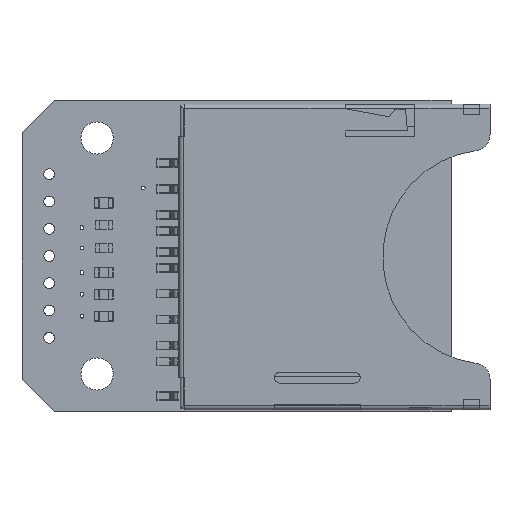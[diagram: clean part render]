
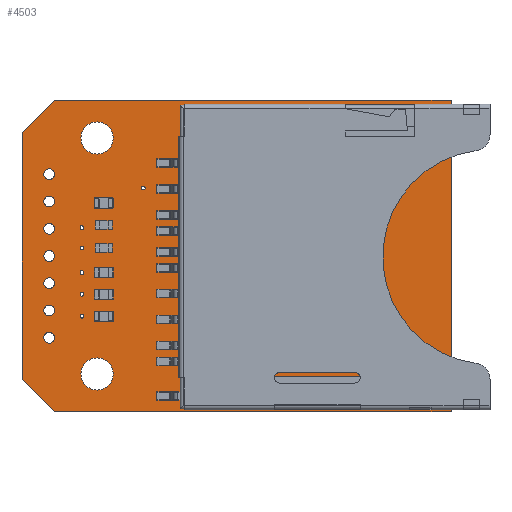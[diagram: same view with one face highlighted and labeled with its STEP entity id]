
A CAD part, top view. The second image highlights one B-rep face of the part: STEP entity #4503.
In plain terms, the highlighted planar face has unit normal (0, 0, 1).
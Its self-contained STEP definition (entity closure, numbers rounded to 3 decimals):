
#151=FACE_BOUND('',#602,.T.);
#152=FACE_BOUND('',#603,.T.);
#153=FACE_BOUND('',#604,.T.);
#154=FACE_BOUND('',#605,.T.);
#155=FACE_BOUND('',#606,.T.);
#156=FACE_BOUND('',#607,.T.);
#157=FACE_BOUND('',#608,.T.);
#158=FACE_BOUND('',#609,.T.);
#159=FACE_BOUND('',#610,.T.);
#160=FACE_BOUND('',#611,.T.);
#161=FACE_BOUND('',#612,.T.);
#162=FACE_BOUND('',#613,.T.);
#163=FACE_BOUND('',#614,.T.);
#164=FACE_BOUND('',#615,.T.);
#165=FACE_BOUND('',#616,.T.);
#166=FACE_BOUND('',#617,.T.);
#167=FACE_BOUND('',#618,.T.);
#168=FACE_BOUND('',#619,.T.);
#169=FACE_BOUND('',#620,.T.);
#170=FACE_BOUND('',#621,.T.);
#171=FACE_BOUND('',#622,.T.);
#172=FACE_BOUND('',#623,.T.);
#214=PLANE('',#4868);
#356=FACE_OUTER_BOUND('',#601,.T.);
#601=EDGE_LOOP('',(#3109,#3110,#3111,#3112,#3113,#3114));
#602=EDGE_LOOP('',(#3115));
#603=EDGE_LOOP('',(#3116));
#604=EDGE_LOOP('',(#3117));
#605=EDGE_LOOP('',(#3118));
#606=EDGE_LOOP('',(#3119));
#607=EDGE_LOOP('',(#3120));
#608=EDGE_LOOP('',(#3121));
#609=EDGE_LOOP('',(#3122));
#610=EDGE_LOOP('',(#3123));
#611=EDGE_LOOP('',(#3124));
#612=EDGE_LOOP('',(#3125));
#613=EDGE_LOOP('',(#3126));
#614=EDGE_LOOP('',(#3127));
#615=EDGE_LOOP('',(#3128));
#616=EDGE_LOOP('',(#3129));
#617=EDGE_LOOP('',(#3130));
#618=EDGE_LOOP('',(#3131));
#619=EDGE_LOOP('',(#3132));
#620=EDGE_LOOP('',(#3133));
#621=EDGE_LOOP('',(#3134));
#622=EDGE_LOOP('',(#3135));
#623=EDGE_LOOP('',(#3136));
#899=LINE('',#6816,#1337);
#902=LINE('',#6822,#1340);
#905=LINE('',#6828,#1343);
#908=LINE('',#6834,#1346);
#911=LINE('',#6840,#1349);
#914=LINE('',#6844,#1352);
#1337=VECTOR('',#5438,10.);
#1340=VECTOR('',#5443,10.);
#1343=VECTOR('',#5448,10.);
#1346=VECTOR('',#5453,10.);
#1349=VECTOR('',#5458,10.);
#1352=VECTOR('',#5463,10.);
#1752=CIRCLE('',#4798,0.508);
#1754=CIRCLE('',#4801,0.508);
#1756=CIRCLE('',#4804,0.508);
#1758=CIRCLE('',#4807,0.775);
#1760=CIRCLE('',#4810,0.175);
#1762=CIRCLE('',#4813,0.175);
#1764=CIRCLE('',#4816,0.175);
#1766=CIRCLE('',#4819,0.175);
#1768=CIRCLE('',#4822,0.175);
#1770=CIRCLE('',#4825,0.175);
#1772=CIRCLE('',#4828,0.175);
#1774=CIRCLE('',#4831,0.175);
#1776=CIRCLE('',#4834,0.175);
#1778=CIRCLE('',#4837,0.175);
#1780=CIRCLE('',#4840,0.175);
#1782=CIRCLE('',#4843,0.775);
#1784=CIRCLE('',#4846,0.508);
#1786=CIRCLE('',#4849,0.508);
#1788=CIRCLE('',#4852,0.508);
#1790=CIRCLE('',#4855,0.508);
#1791=CIRCLE('',#4857,1.5);
#1793=CIRCLE('',#4860,1.5);
#1954=VERTEX_POINT('',#6680);
#1956=VERTEX_POINT('',#6686);
#1958=VERTEX_POINT('',#6692);
#1960=VERTEX_POINT('',#6698);
#1962=VERTEX_POINT('',#6704);
#1964=VERTEX_POINT('',#6710);
#1966=VERTEX_POINT('',#6716);
#1968=VERTEX_POINT('',#6722);
#1970=VERTEX_POINT('',#6728);
#1972=VERTEX_POINT('',#6734);
#1974=VERTEX_POINT('',#6740);
#1976=VERTEX_POINT('',#6746);
#1978=VERTEX_POINT('',#6752);
#1980=VERTEX_POINT('',#6758);
#1982=VERTEX_POINT('',#6764);
#1984=VERTEX_POINT('',#6770);
#1986=VERTEX_POINT('',#6776);
#1988=VERTEX_POINT('',#6782);
#1990=VERTEX_POINT('',#6788);
#1992=VERTEX_POINT('',#6794);
#1993=VERTEX_POINT('',#6798);
#1995=VERTEX_POINT('',#6804);
#1999=VERTEX_POINT('',#6813);
#2000=VERTEX_POINT('',#6815);
#2002=VERTEX_POINT('',#6821);
#2004=VERTEX_POINT('',#6827);
#2006=VERTEX_POINT('',#6833);
#2008=VERTEX_POINT('',#6839);
#2357=EDGE_CURVE('',#1954,#1954,#1752,.T.);
#2360=EDGE_CURVE('',#1956,#1956,#1754,.T.);
#2363=EDGE_CURVE('',#1958,#1958,#1756,.T.);
#2366=EDGE_CURVE('',#1960,#1960,#1758,.T.);
#2369=EDGE_CURVE('',#1962,#1962,#1760,.T.);
#2372=EDGE_CURVE('',#1964,#1964,#1762,.T.);
#2375=EDGE_CURVE('',#1966,#1966,#1764,.T.);
#2378=EDGE_CURVE('',#1968,#1968,#1766,.T.);
#2381=EDGE_CURVE('',#1970,#1970,#1768,.T.);
#2384=EDGE_CURVE('',#1972,#1972,#1770,.T.);
#2387=EDGE_CURVE('',#1974,#1974,#1772,.T.);
#2390=EDGE_CURVE('',#1976,#1976,#1774,.T.);
#2393=EDGE_CURVE('',#1978,#1978,#1776,.T.);
#2396=EDGE_CURVE('',#1980,#1980,#1778,.T.);
#2399=EDGE_CURVE('',#1982,#1982,#1780,.T.);
#2402=EDGE_CURVE('',#1984,#1984,#1782,.T.);
#2405=EDGE_CURVE('',#1986,#1986,#1784,.T.);
#2408=EDGE_CURVE('',#1988,#1988,#1786,.T.);
#2411=EDGE_CURVE('',#1990,#1990,#1788,.T.);
#2414=EDGE_CURVE('',#1992,#1992,#1790,.T.);
#2415=EDGE_CURVE('',#1993,#1993,#1791,.T.);
#2418=EDGE_CURVE('',#1995,#1995,#1793,.T.);
#2423=EDGE_CURVE('',#2000,#1999,#899,.T.);
#2426=EDGE_CURVE('',#2002,#2000,#902,.T.);
#2429=EDGE_CURVE('',#2004,#2002,#905,.T.);
#2432=EDGE_CURVE('',#2006,#2004,#908,.T.);
#2435=EDGE_CURVE('',#2008,#2006,#911,.T.);
#2438=EDGE_CURVE('',#1999,#2008,#914,.T.);
#3109=ORIENTED_EDGE('',*,*,#2438,.T.);
#3110=ORIENTED_EDGE('',*,*,#2435,.T.);
#3111=ORIENTED_EDGE('',*,*,#2432,.T.);
#3112=ORIENTED_EDGE('',*,*,#2429,.T.);
#3113=ORIENTED_EDGE('',*,*,#2426,.T.);
#3114=ORIENTED_EDGE('',*,*,#2423,.T.);
#3115=ORIENTED_EDGE('',*,*,#2357,.T.);
#3116=ORIENTED_EDGE('',*,*,#2360,.T.);
#3117=ORIENTED_EDGE('',*,*,#2363,.T.);
#3118=ORIENTED_EDGE('',*,*,#2366,.T.);
#3119=ORIENTED_EDGE('',*,*,#2369,.T.);
#3120=ORIENTED_EDGE('',*,*,#2372,.T.);
#3121=ORIENTED_EDGE('',*,*,#2375,.T.);
#3122=ORIENTED_EDGE('',*,*,#2378,.T.);
#3123=ORIENTED_EDGE('',*,*,#2381,.T.);
#3124=ORIENTED_EDGE('',*,*,#2384,.T.);
#3125=ORIENTED_EDGE('',*,*,#2387,.T.);
#3126=ORIENTED_EDGE('',*,*,#2390,.T.);
#3127=ORIENTED_EDGE('',*,*,#2393,.T.);
#3128=ORIENTED_EDGE('',*,*,#2396,.T.);
#3129=ORIENTED_EDGE('',*,*,#2399,.T.);
#3130=ORIENTED_EDGE('',*,*,#2402,.T.);
#3131=ORIENTED_EDGE('',*,*,#2405,.T.);
#3132=ORIENTED_EDGE('',*,*,#2408,.T.);
#3133=ORIENTED_EDGE('',*,*,#2411,.T.);
#3134=ORIENTED_EDGE('',*,*,#2414,.T.);
#3135=ORIENTED_EDGE('',*,*,#2418,.T.);
#3136=ORIENTED_EDGE('',*,*,#2415,.T.);
#4503=ADVANCED_FACE('',(#356,#151,#152,#153,#154,#155,#156,#157,#158,#159,
#160,#161,#162,#163,#164,#165,#166,#167,#168,#169,#170,#171,#172),#214,
 .T.);
#4798=AXIS2_PLACEMENT_3D('',#6682,#5285,#5286);
#4801=AXIS2_PLACEMENT_3D('',#6688,#5292,#5293);
#4804=AXIS2_PLACEMENT_3D('',#6694,#5299,#5300);
#4807=AXIS2_PLACEMENT_3D('',#6700,#5306,#5307);
#4810=AXIS2_PLACEMENT_3D('',#6706,#5313,#5314);
#4813=AXIS2_PLACEMENT_3D('',#6712,#5320,#5321);
#4816=AXIS2_PLACEMENT_3D('',#6718,#5327,#5328);
#4819=AXIS2_PLACEMENT_3D('',#6724,#5334,#5335);
#4822=AXIS2_PLACEMENT_3D('',#6730,#5341,#5342);
#4825=AXIS2_PLACEMENT_3D('',#6736,#5348,#5349);
#4828=AXIS2_PLACEMENT_3D('',#6742,#5355,#5356);
#4831=AXIS2_PLACEMENT_3D('',#6748,#5362,#5363);
#4834=AXIS2_PLACEMENT_3D('',#6754,#5369,#5370);
#4837=AXIS2_PLACEMENT_3D('',#6760,#5376,#5377);
#4840=AXIS2_PLACEMENT_3D('',#6766,#5383,#5384);
#4843=AXIS2_PLACEMENT_3D('',#6772,#5390,#5391);
#4846=AXIS2_PLACEMENT_3D('',#6778,#5397,#5398);
#4849=AXIS2_PLACEMENT_3D('',#6784,#5404,#5405);
#4852=AXIS2_PLACEMENT_3D('',#6790,#5411,#5412);
#4855=AXIS2_PLACEMENT_3D('',#6796,#5418,#5419);
#4857=AXIS2_PLACEMENT_3D('',#6799,#5422,#5423);
#4860=AXIS2_PLACEMENT_3D('',#6805,#5429,#5430);
#4868=AXIS2_PLACEMENT_3D('',#6845,#5464,#5465);
#5285=DIRECTION('center_axis',(0.,0.,-1.));
#5286=DIRECTION('ref_axis',(1.,0.,0.));
#5292=DIRECTION('center_axis',(0.,0.,-1.));
#5293=DIRECTION('ref_axis',(1.,0.,0.));
#5299=DIRECTION('center_axis',(0.,0.,-1.));
#5300=DIRECTION('ref_axis',(1.,0.,0.));
#5306=DIRECTION('center_axis',(0.,0.,-1.));
#5307=DIRECTION('ref_axis',(1.,0.,0.));
#5313=DIRECTION('center_axis',(0.,0.,-1.));
#5314=DIRECTION('ref_axis',(1.,0.,0.));
#5320=DIRECTION('center_axis',(0.,0.,-1.));
#5321=DIRECTION('ref_axis',(1.,0.,0.));
#5327=DIRECTION('center_axis',(0.,0.,-1.));
#5328=DIRECTION('ref_axis',(1.,0.,0.));
#5334=DIRECTION('center_axis',(0.,0.,-1.));
#5335=DIRECTION('ref_axis',(1.,0.,0.));
#5341=DIRECTION('center_axis',(0.,0.,-1.));
#5342=DIRECTION('ref_axis',(1.,0.,0.));
#5348=DIRECTION('center_axis',(0.,0.,-1.));
#5349=DIRECTION('ref_axis',(1.,0.,0.));
#5355=DIRECTION('center_axis',(0.,0.,-1.));
#5356=DIRECTION('ref_axis',(1.,0.,0.));
#5362=DIRECTION('center_axis',(0.,0.,-1.));
#5363=DIRECTION('ref_axis',(1.,0.,0.));
#5369=DIRECTION('center_axis',(0.,0.,-1.));
#5370=DIRECTION('ref_axis',(1.,0.,0.));
#5376=DIRECTION('center_axis',(0.,0.,-1.));
#5377=DIRECTION('ref_axis',(1.,0.,0.));
#5383=DIRECTION('center_axis',(0.,0.,-1.));
#5384=DIRECTION('ref_axis',(1.,0.,0.));
#5390=DIRECTION('center_axis',(0.,0.,-1.));
#5391=DIRECTION('ref_axis',(1.,0.,0.));
#5397=DIRECTION('center_axis',(0.,0.,-1.));
#5398=DIRECTION('ref_axis',(1.,0.,0.));
#5404=DIRECTION('center_axis',(0.,0.,-1.));
#5405=DIRECTION('ref_axis',(1.,0.,0.));
#5411=DIRECTION('center_axis',(0.,0.,-1.));
#5412=DIRECTION('ref_axis',(1.,0.,0.));
#5418=DIRECTION('center_axis',(0.,0.,-1.));
#5419=DIRECTION('ref_axis',(1.,0.,0.));
#5422=DIRECTION('center_axis',(0.,0.,-1.));
#5423=DIRECTION('ref_axis',(1.,0.,0.));
#5429=DIRECTION('center_axis',(0.,0.,-1.));
#5430=DIRECTION('ref_axis',(1.,0.,0.));
#5438=DIRECTION('',(-1.,0.,0.));
#5443=DIRECTION('',(0.,1.,0.));
#5448=DIRECTION('',(1.,0.,0.));
#5453=DIRECTION('',(0.707,-0.707,0.));
#5458=DIRECTION('',(0.,-1.,0.));
#5463=DIRECTION('',(-0.707,-0.707,0.));
#5464=DIRECTION('center_axis',(0.,0.,1.));
#5465=DIRECTION('ref_axis',(1.,0.,0.));
#6680=CARTESIAN_POINT('',(2.032,9.42,1.67));
#6682=CARTESIAN_POINT('Origin',(2.54,9.42,1.67));
#6686=CARTESIAN_POINT('',(2.032,14.5,1.67));
#6688=CARTESIAN_POINT('Origin',(2.54,14.5,1.67));
#6692=CARTESIAN_POINT('',(2.032,19.58,1.67));
#6694=CARTESIAN_POINT('Origin',(2.54,19.58,1.67));
#6698=CARTESIAN_POINT('',(36.495,1.78,1.67));
#6700=CARTESIAN_POINT('Origin',(37.27,1.78,1.67));
#6704=CARTESIAN_POINT('',(11.128,20.828,1.67));
#6706=CARTESIAN_POINT('Origin',(11.303,20.828,1.67));
#6710=CARTESIAN_POINT('',(14.43,13.335,1.67));
#6712=CARTESIAN_POINT('Origin',(14.605,13.335,1.67));
#6716=CARTESIAN_POINT('',(5.413,10.922,1.67));
#6718=CARTESIAN_POINT('Origin',(5.588,10.922,1.67));
#6722=CARTESIAN_POINT('',(5.413,15.24,1.67));
#6724=CARTESIAN_POINT('Origin',(5.588,15.24,1.67));
#6728=CARTESIAN_POINT('',(32.845,2.54,1.67));
#6730=CARTESIAN_POINT('Origin',(33.02,2.54,1.67));
#6734=CARTESIAN_POINT('',(14.557,8.763,1.67));
#6736=CARTESIAN_POINT('Origin',(14.732,8.763,1.67));
#6740=CARTESIAN_POINT('',(32.845,26.67,1.67));
#6742=CARTESIAN_POINT('Origin',(33.02,26.67,1.67));
#6746=CARTESIAN_POINT('',(5.413,17.145,1.67));
#6748=CARTESIAN_POINT('Origin',(5.588,17.145,1.67));
#6752=CARTESIAN_POINT('',(5.413,12.954,1.67));
#6754=CARTESIAN_POINT('Origin',(5.588,12.954,1.67));
#6758=CARTESIAN_POINT('',(5.413,8.89,1.67));
#6760=CARTESIAN_POINT('Origin',(5.588,8.89,1.67));
#6764=CARTESIAN_POINT('',(14.938,19.558,1.67));
#6766=CARTESIAN_POINT('Origin',(15.113,19.558,1.67));
#6770=CARTESIAN_POINT('',(36.495,26.04,1.67));
#6772=CARTESIAN_POINT('Origin',(37.27,26.04,1.67));
#6776=CARTESIAN_POINT('',(2.032,22.12,1.67));
#6778=CARTESIAN_POINT('Origin',(2.54,22.12,1.67));
#6782=CARTESIAN_POINT('',(2.032,17.04,1.67));
#6784=CARTESIAN_POINT('Origin',(2.54,17.04,1.67));
#6788=CARTESIAN_POINT('',(2.032,11.96,1.67));
#6790=CARTESIAN_POINT('Origin',(2.54,11.96,1.67));
#6794=CARTESIAN_POINT('',(2.032,6.88,1.67));
#6796=CARTESIAN_POINT('Origin',(2.54,6.88,1.67));
#6798=CARTESIAN_POINT('',(5.5,25.5,1.67));
#6799=CARTESIAN_POINT('Origin',(7.,25.5,1.67));
#6804=CARTESIAN_POINT('',(5.5,3.5,1.67));
#6805=CARTESIAN_POINT('Origin',(7.,3.5,1.67));
#6813=CARTESIAN_POINT('',(3.,29.,1.67));
#6815=CARTESIAN_POINT('',(40.,29.,1.67));
#6816=CARTESIAN_POINT('',(40.,29.,1.67));
#6821=CARTESIAN_POINT('',(40.,0.,1.67));
#6822=CARTESIAN_POINT('',(40.,0.,1.67));
#6827=CARTESIAN_POINT('',(3.,0.,1.67));
#6828=CARTESIAN_POINT('',(3.,0.,1.67));
#6833=CARTESIAN_POINT('',(0.,3.,1.67));
#6834=CARTESIAN_POINT('',(0.,3.,1.67));
#6839=CARTESIAN_POINT('',(0.,26.,1.67));
#6840=CARTESIAN_POINT('',(0.,26.,1.67));
#6844=CARTESIAN_POINT('',(3.,29.,1.67));
#6845=CARTESIAN_POINT('Origin',(20.,14.5,1.67));
